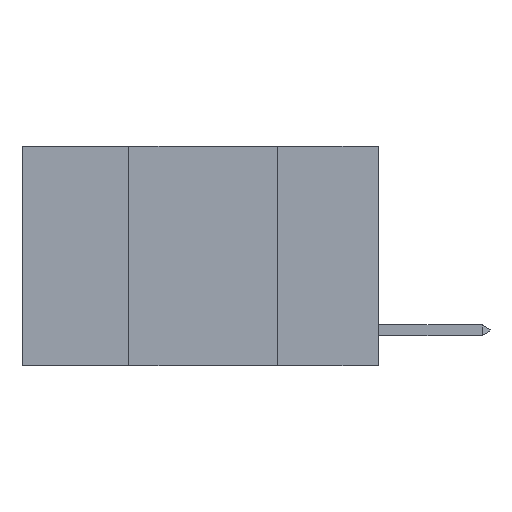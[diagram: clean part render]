
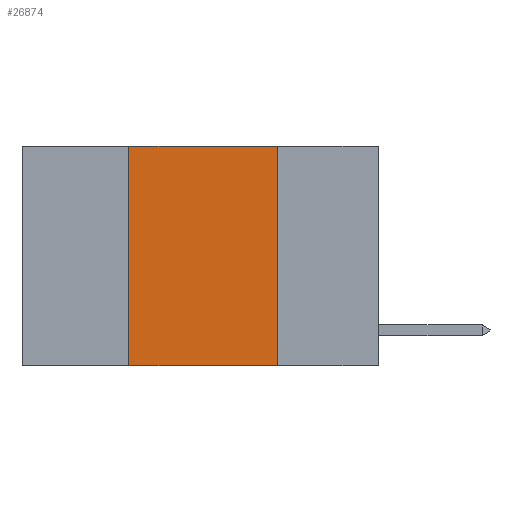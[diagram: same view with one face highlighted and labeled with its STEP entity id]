
A CAD part, left-side view. The second image highlights one B-rep face of the part: STEP entity #26874.
In plain terms, the highlighted planar face has unit normal (-1, 0, 0).
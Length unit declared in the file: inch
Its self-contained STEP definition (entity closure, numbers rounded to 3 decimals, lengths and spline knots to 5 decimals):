
#290 = ORIENTED_EDGE ( 'NONE', *, *, #30109, .F. ) ;
#1484 = VECTOR ( 'NONE', #20995, 39.37008 ) ;
#1800 = EDGE_CURVE ( 'NONE', #25659, #18798, #28202, .T. ) ;
#4297 = CARTESIAN_POINT ( 'NONE',  ( 0., 0.42, 0. ) ) ;
#5636 = LINE ( 'NONE', #12437, #23916 ) ;
#6487 = EDGE_CURVE ( 'NONE', #7282, #25659, #27143, .T. ) ;
#7282 = VERTEX_POINT ( 'NONE', #29278 ) ;
#7626 = DIRECTION ( 'NONE',  ( 0., -1., 0. ) ) ;
#9095 = VECTOR ( 'NONE', #25824, 39.37008 ) ;
#10015 = CARTESIAN_POINT ( 'NONE',  ( 0., 0.17, 0. ) ) ;
#11057 = PLANE ( 'NONE',  #29818 ) ;
#12418 = ORIENTED_EDGE ( 'NONE', *, *, #24308, .T. ) ;
#12437 = CARTESIAN_POINT ( 'NONE',  ( 0., 0.6, -0.37 ) ) ;
#13527 = DIRECTION ( 'NONE',  ( 1., 0., 0. ) ) ;
#14189 = LINE ( 'NONE', #4297, #1484 ) ;
#14496 = VECTOR ( 'NONE', #16851, 39.37008 ) ;
#16851 = DIRECTION ( 'NONE',  ( 0., -1., 0. ) ) ;
#18238 = CARTESIAN_POINT ( 'NONE',  ( 0., 0.6, 0. ) ) ;
#18798 = VERTEX_POINT ( 'NONE', #23406 ) ;
#19256 = CARTESIAN_POINT ( 'NONE',  ( 0., 0.6, 0. ) ) ;
#19783 = ORIENTED_EDGE ( 'NONE', *, *, #6487, .F. ) ;
#20995 = DIRECTION ( 'NONE',  ( 0., 0., 1. ) ) ;
#21082 = CARTESIAN_POINT ( 'NONE',  ( 0., 0.17, 0. ) ) ;
#23406 = CARTESIAN_POINT ( 'NONE',  ( 0., 0.17, -0.37 ) ) ;
#23916 = VECTOR ( 'NONE', #7626, 39.37008 ) ;
#24308 = EDGE_CURVE ( 'NONE', #29086, #18798, #5636, .T. ) ;
#25218 = FACE_OUTER_BOUND ( 'NONE', #28618, .T. ) ;
#25659 = VERTEX_POINT ( 'NONE', #10015 ) ;
#25824 = DIRECTION ( 'NONE',  ( 0., 0., -1. ) ) ;
#26832 = CARTESIAN_POINT ( 'NONE',  ( 0., 0.42, -0.37 ) ) ;
#26874 = ADVANCED_FACE ( 'NONE', ( #25218 ), #11057, .F. ) ;
#27143 = LINE ( 'NONE', #19256, #14496 ) ;
#28163 = ORIENTED_EDGE ( 'NONE', *, *, #1800, .F. ) ;
#28202 = LINE ( 'NONE', #21082, #9095 ) ;
#28618 = EDGE_LOOP ( 'NONE', ( #28163, #19783, #290, #12418 ) ) ;
#29086 = VERTEX_POINT ( 'NONE', #26832 ) ;
#29278 = CARTESIAN_POINT ( 'NONE',  ( 0., 0.42, 0. ) ) ;
#29818 = AXIS2_PLACEMENT_3D ( 'NONE', #18238, #13527, #30203 ) ;
#30109 = EDGE_CURVE ( 'NONE', #29086, #7282, #14189, .T. ) ;
#30203 = DIRECTION ( 'NONE',  ( 0., 0., -1. ) ) ;
